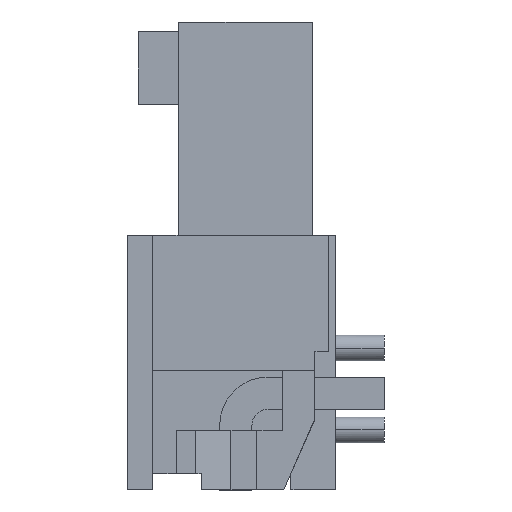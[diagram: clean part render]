
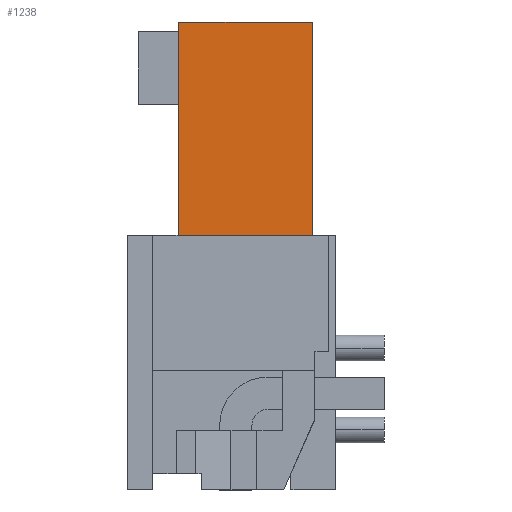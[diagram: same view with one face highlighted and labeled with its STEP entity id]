
A CAD part, left-side view. The second image highlights one B-rep face of the part: STEP entity #1238.
In plain terms, the highlighted planar face has unit normal (-1, 0, 0).
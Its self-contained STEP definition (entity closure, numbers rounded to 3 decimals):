
#441=CARTESIAN_POINT('Vertex',(5.582,6.37,7.9)) ;
#469=CARTESIAN_POINT('Vertex',(5.582,2.222,7.9)) ;
#472=CARTESIAN_POINT('Line Origine',(5.582,4.296,7.9)) ;
#1200=CARTESIAN_POINT('Vertex',(5.582,2.222,14.5)) ;
#1203=CARTESIAN_POINT('Line Origine',(5.582,2.222,11.2)) ;
#1215=CARTESIAN_POINT('Axis2P3D Location',(5.582,2.222,7.9)) ;
#1220=CARTESIAN_POINT('Line Origine',(5.582,4.296,14.5)) ;
#1224=CARTESIAN_POINT('Vertex',(5.582,6.37,14.5)) ;
#1227=CARTESIAN_POINT('Line Origine',(5.582,6.37,11.2)) ;
#473=DIRECTION('Vector Direction',(0.,1.,0.)) ;
#1204=DIRECTION('Vector Direction',(0.,0.,1.)) ;
#1216=DIRECTION('Axis2P3D Direction',(1.,0.,0.)) ;
#1217=DIRECTION('Axis2P3D XDirection',(0.,1.,0.)) ;
#1221=DIRECTION('Vector Direction',(0.,1.,0.)) ;
#1228=DIRECTION('Vector Direction',(0.,0.,1.)) ;
#1218=AXIS2_PLACEMENT_3D('Plane Axis2P3D',#1215,#1216,#1217) ;
#1233=ORIENTED_EDGE('',*,*,#1226,.T.) ;
#1234=ORIENTED_EDGE('',*,*,#1231,.F.) ;
#1235=ORIENTED_EDGE('',*,*,#476,.T.) ;
#1236=ORIENTED_EDGE('',*,*,#1207,.T.) ;
#474=VECTOR('Line Direction',#473,1.) ;
#1205=VECTOR('Line Direction',#1204,1.) ;
#1222=VECTOR('Line Direction',#1221,1.) ;
#1229=VECTOR('Line Direction',#1228,1.) ;
#1238=ADVANCED_FACE('HOUSING',(#1237),#1219,.F.) ;
#476=EDGE_CURVE('',#442,#470,#475,.F.) ;
#1207=EDGE_CURVE('',#470,#1201,#1206,.T.) ;
#1226=EDGE_CURVE('',#1201,#1225,#1223,.T.) ;
#1231=EDGE_CURVE('',#442,#1225,#1230,.T.) ;
#1232=EDGE_LOOP('',(#1233,#1234,#1235,#1236)) ;
#1237=FACE_OUTER_BOUND('',#1232,.T.) ;
#475=LINE('Line',#472,#474) ;
#1206=LINE('Line',#1203,#1205) ;
#1223=LINE('Line',#1220,#1222) ;
#1230=LINE('Line',#1227,#1229) ;
#1219=PLANE('',#1218) ;
#442=VERTEX_POINT('',#441) ;
#470=VERTEX_POINT('',#469) ;
#1201=VERTEX_POINT('',#1200) ;
#1225=VERTEX_POINT('',#1224) ;
